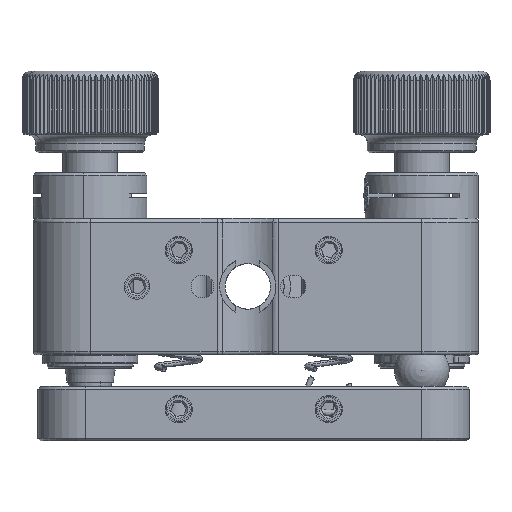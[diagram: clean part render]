
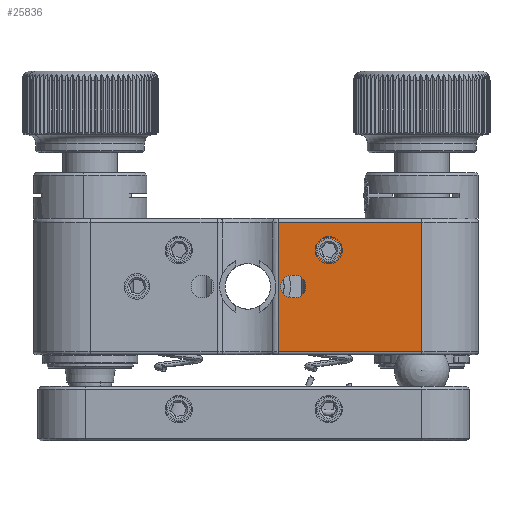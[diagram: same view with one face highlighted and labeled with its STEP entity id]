
A CAD part, front view. The second image highlights one B-rep face of the part: STEP entity #25836.
In plain terms, the highlighted planar face has unit normal (0, -1, 0).
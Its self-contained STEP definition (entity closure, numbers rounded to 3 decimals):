
#150 = AXIS2_PLACEMENT_3D ( 'NONE', #5325, #32416, #1612 ) ;
#412 = VERTEX_POINT ( 'NONE', #48861 ) ;
#1183 = EDGE_LOOP ( 'NONE', ( #6475, #48318, #31718, #19034, #19428 ) ) ;
#1438 = EDGE_CURVE ( 'NONE', #14490, #35054, #14175, .T. ) ;
#1610 = DIRECTION ( 'NONE',  ( 0., 0., -1. ) ) ;
#1612 = DIRECTION ( 'NONE',  ( 0., 0., -1. ) ) ;
#1704 = EDGE_CURVE ( 'NONE', #32835, #29104, #49884, .T. ) ;
#2005 = VERTEX_POINT ( 'NONE', #48379 ) ;
#2006 = CARTESIAN_POINT ( 'NONE',  ( 3.975, -24.5, 0. ) ) ;
#2267 = EDGE_CURVE ( 'NONE', #34578, #29379, #52839, .T. ) ;
#3067 = EDGE_CURVE ( 'NONE', #45334, #32835, #57739, .T. ) ;
#5325 = CARTESIAN_POINT ( 'NONE',  ( 8., -24.5, 4. ) ) ;
#6475 = ORIENTED_EDGE ( 'NONE', *, *, #35058, .T. ) ;
#6508 = CARTESIAN_POINT ( 'NONE',  ( 4.225, -24.5, 1.25 ) ) ;
#7145 = CARTESIAN_POINT ( 'NONE',  ( 18.25, -24.5, 7. ) ) ;
#8083 = DIRECTION ( 'NONE',  ( 0., 1., 0. ) ) ;
#9005 = DIRECTION ( 'NONE',  ( 1., 0., 0. ) ) ;
#10271 = DIRECTION ( 'NONE',  ( 1., 0., 0. ) ) ;
#10292 = LINE ( 'NONE', #55392, #23351 ) ;
#10960 = VERTEX_POINT ( 'NONE', #22455 ) ;
#10964 = CARTESIAN_POINT ( 'NONE',  ( 4.225, -24.5, 0. ) ) ;
#11664 = DIRECTION ( 'NONE',  ( -1., 0., 0. ) ) ;
#12615 = AXIS2_PLACEMENT_3D ( 'NONE', #10964, #23975, #52421 ) ;
#13348 = DIRECTION ( 'NONE',  ( 0., -1., 0. ) ) ;
#14064 = CARTESIAN_POINT ( 'NONE',  ( -24.5, -24.5, -7.2 ) ) ;
#14175 = LINE ( 'NONE', #55963, #18941 ) ;
#14360 = EDGE_CURVE ( 'NONE', #35054, #40129, #34727, .T. ) ;
#14490 = VERTEX_POINT ( 'NONE', #32465 ) ;
#17465 = CIRCLE ( 'NONE', #12615, 1.25 ) ;
#18941 = VECTOR ( 'NONE', #10271, 1000. ) ;
#19034 = ORIENTED_EDGE ( 'NONE', *, *, #57931, .T. ) ;
#19191 = CIRCLE ( 'NONE', #34607, 1.25 ) ;
#19428 = ORIENTED_EDGE ( 'NONE', *, *, #2267, .T. ) ;
#20370 = DIRECTION ( 'NONE',  ( 0., 0., -1. ) ) ;
#20515 = DIRECTION ( 'NONE',  ( 0., 0., 1. ) ) ;
#21697 = FACE_OUTER_BOUND ( 'NONE', #46491, .T. ) ;
#22266 = CARTESIAN_POINT ( 'NONE',  ( 3.975, -24.5, -1.25 ) ) ;
#22455 = CARTESIAN_POINT ( 'NONE',  ( 2.476, -24.5, -7.2 ) ) ;
#23351 = VECTOR ( 'NONE', #1610, 1000. ) ;
#23975 = DIRECTION ( 'NONE',  ( 0., 1., 0. ) ) ;
#24191 = AXIS2_PLACEMENT_3D ( 'NONE', #40786, #13348, #50031 ) ;
#24884 = DIRECTION ( 'NONE',  ( 0., 1., 0. ) ) ;
#25594 = ORIENTED_EDGE ( 'NONE', *, *, #54037, .F. ) ;
#25836 = ADVANCED_FACE ( 'NONE', ( #57100, #21697, #35537 ), #35236, .F. ) ;
#26146 = CARTESIAN_POINT ( 'NONE',  ( 4.225, -24.5, 0. ) ) ;
#26179 = ORIENTED_EDGE ( 'NONE', *, *, #42522, .F. ) ;
#26536 = CARTESIAN_POINT ( 'NONE',  ( 2.476, -24.5, 7. ) ) ;
#26749 = ORIENTED_EDGE ( 'NONE', *, *, #45686, .T. ) ;
#27329 = CARTESIAN_POINT ( 'NONE',  ( 5.475, -24.5, 0. ) ) ;
#28320 = CARTESIAN_POINT ( 'NONE',  ( 4.225, -24.5, -1.25 ) ) ;
#29104 = VERTEX_POINT ( 'NONE', #46922 ) ;
#29379 = VERTEX_POINT ( 'NONE', #22266 ) ;
#30179 = CARTESIAN_POINT ( 'NONE',  ( 18.25, -24.5, 7.5 ) ) ;
#31718 = ORIENTED_EDGE ( 'NONE', *, *, #14360, .T. ) ;
#32416 = DIRECTION ( 'NONE',  ( 0., -1., 0. ) ) ;
#32465 = CARTESIAN_POINT ( 'NONE',  ( 3.975, -24.5, 1.25 ) ) ;
#32835 = VERTEX_POINT ( 'NONE', #7145 ) ;
#34353 = DIRECTION ( 'NONE',  ( 0., 1., 0. ) ) ;
#34382 = DIRECTION ( 'NONE',  ( 0., 0., 1. ) ) ;
#34578 = VERTEX_POINT ( 'NONE', #28320 ) ;
#34607 = AXIS2_PLACEMENT_3D ( 'NONE', #2006, #24884, #20370 ) ;
#34621 = CARTESIAN_POINT ( 'NONE',  ( -24.5, -24.5, 7.5 ) ) ;
#34727 = CIRCLE ( 'NONE', #36679, 1.25 ) ;
#35054 = VERTEX_POINT ( 'NONE', #6508 ) ;
#35058 = EDGE_CURVE ( 'NONE', #29379, #14490, #19191, .T. ) ;
#35236 = PLANE ( 'NONE',  #57112 ) ;
#35537 = FACE_BOUND ( 'NONE', #1183, .T. ) ;
#35903 = CARTESIAN_POINT ( 'NONE',  ( 18.25, -24.5, -7.2 ) ) ;
#36106 = ORIENTED_EDGE ( 'NONE', *, *, #3067, .T. ) ;
#36679 = AXIS2_PLACEMENT_3D ( 'NONE', #26146, #8083, #53739 ) ;
#37786 = ORIENTED_EDGE ( 'NONE', *, *, #1704, .T. ) ;
#37942 = EDGE_CURVE ( 'NONE', #10960, #45334, #51354, .T. ) ;
#38526 = VECTOR ( 'NONE', #9005, 1000. ) ;
#38945 = VECTOR ( 'NONE', #34382, 1000. ) ;
#40129 = VERTEX_POINT ( 'NONE', #27329 ) ;
#40467 = CIRCLE ( 'NONE', #24191, 1.25 ) ;
#40786 = CARTESIAN_POINT ( 'NONE',  ( 8., -24.5, 4. ) ) ;
#42044 = VECTOR ( 'NONE', #44838, 1000. ) ;
#42522 = EDGE_CURVE ( 'NONE', #412, #2005, #40467, .T. ) ;
#43277 = CARTESIAN_POINT ( 'NONE',  ( 3.975, -24.5, -1.25 ) ) ;
#44225 = EDGE_LOOP ( 'NONE', ( #25594, #26179 ) ) ;
#44838 = DIRECTION ( 'NONE',  ( -1., 0., 0. ) ) ;
#45334 = VERTEX_POINT ( 'NONE', #35903 ) ;
#45686 = EDGE_CURVE ( 'NONE', #29104, #10960, #10292, .T. ) ;
#46491 = EDGE_LOOP ( 'NONE', ( #26749, #53849, #36106, #37786 ) ) ;
#46922 = CARTESIAN_POINT ( 'NONE',  ( 2.476, -24.5, 7. ) ) ;
#48318 = ORIENTED_EDGE ( 'NONE', *, *, #1438, .T. ) ;
#48379 = CARTESIAN_POINT ( 'NONE',  ( 8., -24.5, 2.75 ) ) ;
#48861 = CARTESIAN_POINT ( 'NONE',  ( 8., -24.5, 5.25 ) ) ;
#49363 = VECTOR ( 'NONE', #11664, 1000. ) ;
#49884 = LINE ( 'NONE', #26536, #42044 ) ;
#50031 = DIRECTION ( 'NONE',  ( 0., 0., -1. ) ) ;
#51354 = LINE ( 'NONE', #14064, #38526 ) ;
#52421 = DIRECTION ( 'NONE',  ( 0., 0., -1. ) ) ;
#52839 = LINE ( 'NONE', #43277, #49363 ) ;
#53739 = DIRECTION ( 'NONE',  ( 0., 0., -1. ) ) ;
#53849 = ORIENTED_EDGE ( 'NONE', *, *, #37942, .T. ) ;
#54037 = EDGE_CURVE ( 'NONE', #2005, #412, #55811, .T. ) ;
#55392 = CARTESIAN_POINT ( 'NONE',  ( 2.476, -24.5, 7.5 ) ) ;
#55811 = CIRCLE ( 'NONE', #150, 1.25 ) ;
#55963 = CARTESIAN_POINT ( 'NONE',  ( 3.975, -24.5, 1.25 ) ) ;
#57100 = FACE_BOUND ( 'NONE', #44225, .T. ) ;
#57112 = AXIS2_PLACEMENT_3D ( 'NONE', #34621, #34353, #20515 ) ;
#57739 = LINE ( 'NONE', #30179, #38945 ) ;
#57931 = EDGE_CURVE ( 'NONE', #40129, #34578, #17465, .T. ) ;
